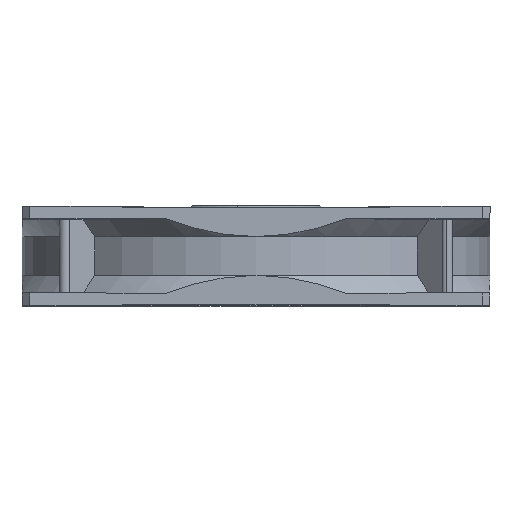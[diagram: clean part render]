
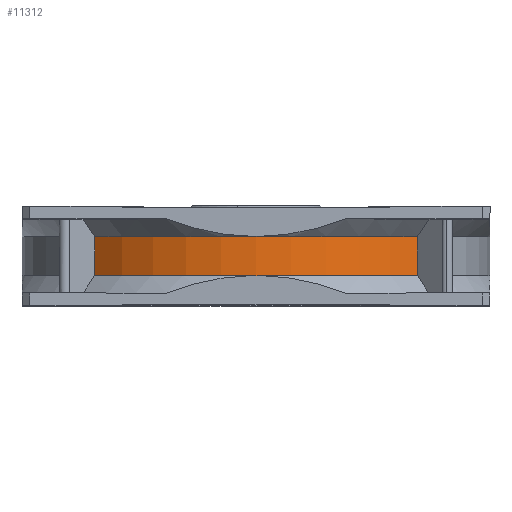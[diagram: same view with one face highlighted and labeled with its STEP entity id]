
A CAD part, top view. The second image highlights one B-rep face of the part: STEP entity #11312.
In plain terms, the highlighted cylindrical face has radius 60 mm (diameter 120 mm), a partial arc.
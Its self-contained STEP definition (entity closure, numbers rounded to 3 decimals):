
#202 = CARTESIAN_POINT ( 'NONE',  ( 60., 7.5, -60. ) ) ;
#557 = CARTESIAN_POINT ( 'NONE',  ( 101.352, 17.5, -16.526 ) ) ;
#1480 = ORIENTED_EDGE ( 'NONE', *, *, #15241, .T. ) ;
#1786 = LINE ( 'NONE', #16229, #7539 ) ;
#2353 = DIRECTION ( 'NONE',  ( 1., 0., 0. ) ) ;
#2526 = DIRECTION ( 'NONE',  ( 0., -1., 0. ) ) ;
#2570 = VERTEX_POINT ( 'NONE', #25957 ) ;
#2706 = DIRECTION ( 'NONE',  ( 1., 0., 0. ) ) ;
#2803 = CARTESIAN_POINT ( 'NONE',  ( 60., 7.5, -60. ) ) ;
#3378 = ORIENTED_EDGE ( 'NONE', *, *, #27306, .F. ) ;
#3706 = CARTESIAN_POINT ( 'NONE',  ( 18.648, 17.5, -16.526 ) ) ;
#4045 = EDGE_LOOP ( 'NONE', ( #20450, #1480, #17081, #16321, #3378, #13805 ) ) ;
#4059 = AXIS2_PLACEMENT_3D ( 'NONE', #5419, #2526, #16643 ) ;
#5419 = CARTESIAN_POINT ( 'NONE',  ( 60., -0.09, -60. ) ) ;
#5840 = LINE ( 'NONE', #9518, #22514 ) ;
#6489 = DIRECTION ( 'NONE',  ( 1., 0., 0. ) ) ;
#7451 = CIRCLE ( 'NONE', #16424, 60. ) ;
#7501 = DIRECTION ( 'NONE',  ( 0., 1., 0. ) ) ;
#7539 = VECTOR ( 'NONE', #7501, 1000. ) ;
#8460 = VERTEX_POINT ( 'NONE', #23473 ) ;
#9518 = CARTESIAN_POINT ( 'NONE',  ( 18.648, -0.09, -16.526 ) ) ;
#9793 = CARTESIAN_POINT ( 'NONE',  ( 60., 17.5, 0. ) ) ;
#10789 = VERTEX_POINT ( 'NONE', #3706 ) ;
#11058 = DIRECTION ( 'NONE',  ( 0., -1., 0. ) ) ;
#11312 = ADVANCED_FACE ( 'NONE', ( #18147 ), #14716, .T. ) ;
#11695 = AXIS2_PLACEMENT_3D ( 'NONE', #2803, #22200, #2706 ) ;
#12159 = VERTEX_POINT ( 'NONE', #9793 ) ;
#12922 = CIRCLE ( 'NONE', #11695, 60. ) ;
#13002 = CIRCLE ( 'NONE', #18140, 60. ) ;
#13805 = ORIENTED_EDGE ( 'NONE', *, *, #26169, .F. ) ;
#14716 = CYLINDRICAL_SURFACE ( 'NONE', #4059, 60. ) ;
#15128 = CARTESIAN_POINT ( 'NONE',  ( 60., 17.5, -60. ) ) ;
#15241 = EDGE_CURVE ( 'NONE', #21072, #12159, #13002, .T. ) ;
#15247 = CARTESIAN_POINT ( 'NONE',  ( 101.352, 7.5, -16.526 ) ) ;
#16229 = CARTESIAN_POINT ( 'NONE',  ( 101.352, -0.09, -16.526 ) ) ;
#16321 = ORIENTED_EDGE ( 'NONE', *, *, #23388, .T. ) ;
#16424 = AXIS2_PLACEMENT_3D ( 'NONE', #202, #19461, #2353 ) ;
#16643 = DIRECTION ( 'NONE',  ( 1., 0., 0. ) ) ;
#17081 = ORIENTED_EDGE ( 'NONE', *, *, #27842, .T. ) ;
#18140 = AXIS2_PLACEMENT_3D ( 'NONE', #22319, #22583, #26724 ) ;
#18147 = FACE_OUTER_BOUND ( 'NONE', #4045, .T. ) ;
#18306 = CIRCLE ( 'NONE', #27142, 60. ) ;
#19461 = DIRECTION ( 'NONE',  ( 0., -1., 0. ) ) ;
#20450 = ORIENTED_EDGE ( 'NONE', *, *, #23298, .T. ) ;
#20620 = DIRECTION ( 'NONE',  ( 0., -1., 0. ) ) ;
#21072 = VERTEX_POINT ( 'NONE', #557 ) ;
#22200 = DIRECTION ( 'NONE',  ( 0., -1., 0. ) ) ;
#22319 = CARTESIAN_POINT ( 'NONE',  ( 60., 17.5, -60. ) ) ;
#22514 = VECTOR ( 'NONE', #20620, 1000. ) ;
#22583 = DIRECTION ( 'NONE',  ( 0., -1., 0. ) ) ;
#23298 = EDGE_CURVE ( 'NONE', #23595, #21072, #1786, .T. ) ;
#23388 = EDGE_CURVE ( 'NONE', #10789, #8460, #5840, .T. ) ;
#23473 = CARTESIAN_POINT ( 'NONE',  ( 18.648, 7.5, -16.526 ) ) ;
#23595 = VERTEX_POINT ( 'NONE', #15247 ) ;
#25957 = CARTESIAN_POINT ( 'NONE',  ( 60., 7.5, 0. ) ) ;
#26169 = EDGE_CURVE ( 'NONE', #23595, #2570, #12922, .T. ) ;
#26724 = DIRECTION ( 'NONE',  ( 1., 0., 0. ) ) ;
#27142 = AXIS2_PLACEMENT_3D ( 'NONE', #15128, #11058, #6489 ) ;
#27306 = EDGE_CURVE ( 'NONE', #2570, #8460, #7451, .T. ) ;
#27842 = EDGE_CURVE ( 'NONE', #12159, #10789, #18306, .T. ) ;
